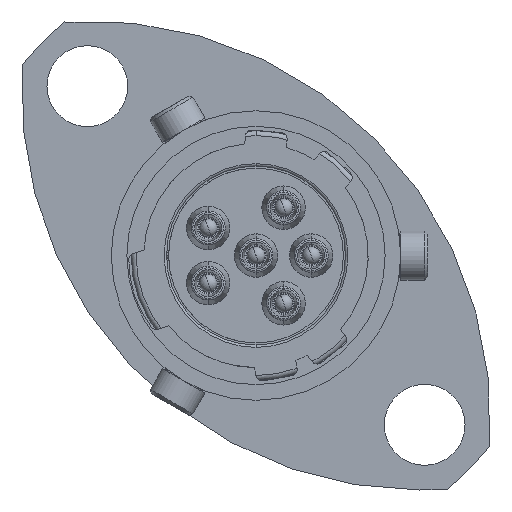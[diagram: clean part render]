
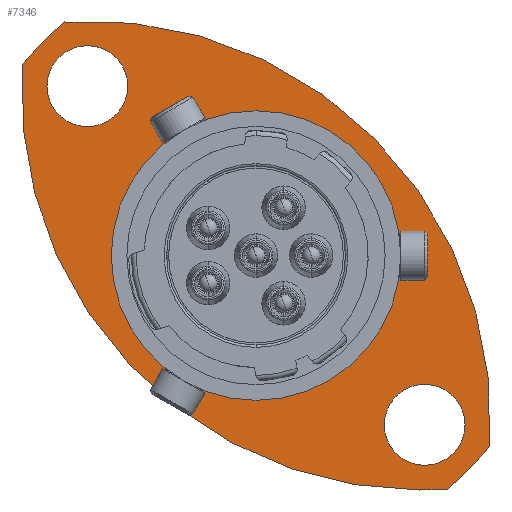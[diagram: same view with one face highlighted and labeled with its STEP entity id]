
A CAD part, left-side view. The second image highlights one B-rep face of the part: STEP entity #7346.
In plain terms, the highlighted planar face has unit normal (-1, 0, 0).
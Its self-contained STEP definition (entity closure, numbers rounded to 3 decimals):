
#254 = VERTEX_POINT ( 'NONE', #28051 ) ;
#580 = EDGE_CURVE ( 'NONE', #19844, #1413, #20686, .T. ) ;
#1413 = VERTEX_POINT ( 'NONE', #24079 ) ;
#1920 = DIRECTION ( 'NONE',  ( 1., 0., 0. ) ) ;
#2300 = CARTESIAN_POINT ( 'NONE',  ( 11.26, 0., 5.995 ) ) ;
#2398 = EDGE_CURVE ( 'NONE', #3096, #1413, #28811, .T. ) ;
#2844 = PLANE ( 'NONE',  #27610 ) ;
#3096 = VERTEX_POINT ( 'NONE', #6922 ) ;
#3171 = ORIENTED_EDGE ( 'NONE', *, *, #16989, .F. ) ;
#3375 = CIRCLE ( 'NONE', #14018, 16.5 ) ;
#3878 = ORIENTED_EDGE ( 'NONE', *, *, #18000, .F. ) ;
#4219 = CIRCLE ( 'NONE', #29012, 5.995 ) ;
#4905 = DIRECTION ( 'NONE',  ( 0., 0., 1. ) ) ;
#5095 = AXIS2_PLACEMENT_3D ( 'NONE', #17906, #19942, #17801 ) ;
#5128 = AXIS2_PLACEMENT_3D ( 'NONE', #10922, #15738, #24839 ) ;
#5451 = CARTESIAN_POINT ( 'NONE',  ( 11.26, -6.985, -5.341 ) ) ;
#5998 = FACE_BOUND ( 'NONE', #14528, .T. ) ;
#6796 = CARTESIAN_POINT ( 'NONE',  ( 11.26, 0., 0. ) ) ;
#6832 = EDGE_LOOP ( 'NONE', ( #23794, #3171 ) ) ;
#6922 = CARTESIAN_POINT ( 'NONE',  ( 11.26, -9.673, -7.917 ) ) ;
#7346 = ADVANCED_FACE ( 'NONE', ( #5998, #9651, #15420, #26654 ), #2844, .T. ) ;
#7471 = CARTESIAN_POINT ( 'NONE',  ( 11.26, -6.985, -8.691 ) ) ;
#8337 = DIRECTION ( 'NONE',  ( -1., 0., 0. ) ) ;
#9455 = VERTEX_POINT ( 'NONE', #5451 ) ;
#9651 = FACE_BOUND ( 'NONE', #6832, .T. ) ;
#9967 = CARTESIAN_POINT ( 'NONE',  ( 11.26, 0., 0. ) ) ;
#10076 = CARTESIAN_POINT ( 'NONE',  ( 11.26, 0., -5.995 ) ) ;
#10098 = VERTEX_POINT ( 'NONE', #24506 ) ;
#10211 = CARTESIAN_POINT ( 'NONE',  ( 11.26, 0., 0. ) ) ;
#10692 = AXIS2_PLACEMENT_3D ( 'NONE', #6796, #22969, #18827 ) ;
#10841 = CARTESIAN_POINT ( 'NONE',  ( 11.26, -6.788, -9.712 ) ) ;
#10922 = CARTESIAN_POINT ( 'NONE',  ( 11.26, 6.788, -6.788 ) ) ;
#11015 = AXIS2_PLACEMENT_3D ( 'NONE', #20551, #15969, #18304 ) ;
#11033 = DIRECTION ( 'NONE',  ( 0., 0., 1. ) ) ;
#11317 = ORIENTED_EDGE ( 'NONE', *, *, #25006, .F. ) ;
#11536 = CARTESIAN_POINT ( 'NONE',  ( 11.26, 6.985, 7.016 ) ) ;
#11986 = DIRECTION ( 'NONE',  ( 1., 0., 0. ) ) ;
#12612 = EDGE_CURVE ( 'NONE', #22282, #27758, #14695, .T. ) ;
#12792 = CARTESIAN_POINT ( 'NONE',  ( 11.26, 6.985, 7.016 ) ) ;
#13160 = ORIENTED_EDGE ( 'NONE', *, *, #580, .T. ) ;
#13332 = ORIENTED_EDGE ( 'NONE', *, *, #19832, .F. ) ;
#13407 = CARTESIAN_POINT ( 'NONE',  ( 11.26, -6.788, 6.788 ) ) ;
#13569 = ORIENTED_EDGE ( 'NONE', *, *, #16491, .T. ) ;
#13832 = CIRCLE ( 'NONE', #5128, 16.5 ) ;
#13999 = AXIS2_PLACEMENT_3D ( 'NONE', #9967, #11986, #23573 ) ;
#14018 = AXIS2_PLACEMENT_3D ( 'NONE', #13407, #15452, #11033 ) ;
#14161 = VERTEX_POINT ( 'NONE', #2300 ) ;
#14361 = DIRECTION ( 'NONE',  ( 0., 0., 1. ) ) ;
#14528 = EDGE_LOOP ( 'NONE', ( #13332, #11317 ) ) ;
#14695 = CIRCLE ( 'NONE', #20239, 1.675 ) ;
#14824 = AXIS2_PLACEMENT_3D ( 'NONE', #12792, #8337, #28984 ) ;
#14905 = CARTESIAN_POINT ( 'NONE',  ( 11.26, 6.985, 5.341 ) ) ;
#15420 = FACE_BOUND ( 'NONE', #16458, .T. ) ;
#15452 = DIRECTION ( 'NONE',  ( -1., 0., 0. ) ) ;
#15512 = ORIENTED_EDGE ( 'NONE', *, *, #16536, .T. ) ;
#15705 = DIRECTION ( 'NONE',  ( -1., 0., 0. ) ) ;
#15738 = DIRECTION ( 'NONE',  ( -1., 0., 0. ) ) ;
#15969 = DIRECTION ( 'NONE',  ( -1., 0., 0. ) ) ;
#16012 = CIRCLE ( 'NONE', #13999, 5.995 ) ;
#16458 = EDGE_LOOP ( 'NONE', ( #27607, #18044 ) ) ;
#16491 = EDGE_CURVE ( 'NONE', #10098, #19844, #3375, .T. ) ;
#16536 = EDGE_CURVE ( 'NONE', #3096, #254, #13832, .T. ) ;
#16989 = EDGE_CURVE ( 'NONE', #27758, #22282, #27191, .T. ) ;
#17366 = DIRECTION ( 'NONE',  ( 1., 0., 0. ) ) ;
#17801 = DIRECTION ( 'NONE',  ( 0., 0., 1. ) ) ;
#17906 = CARTESIAN_POINT ( 'NONE',  ( 11.26, -6.985, -7.016 ) ) ;
#18000 = EDGE_CURVE ( 'NONE', #10098, #254, #24843, .T. ) ;
#18044 = ORIENTED_EDGE ( 'NONE', *, *, #28474, .T. ) ;
#18230 = VERTEX_POINT ( 'NONE', #10076 ) ;
#18304 = DIRECTION ( 'NONE',  ( 0., 0., 1. ) ) ;
#18827 = DIRECTION ( 'NONE',  ( 0., 0., -1. ) ) ;
#19646 = CIRCLE ( 'NONE', #5095, 1.675 ) ;
#19832 = EDGE_CURVE ( 'NONE', #24082, #9455, #19646, .T. ) ;
#19844 = VERTEX_POINT ( 'NONE', #10841 ) ;
#19942 = DIRECTION ( 'NONE',  ( -1., 0., 0. ) ) ;
#20012 = ORIENTED_EDGE ( 'NONE', *, *, #2398, .F. ) ;
#20239 = AXIS2_PLACEMENT_3D ( 'NONE', #11536, #23395, #4905 ) ;
#20551 = CARTESIAN_POINT ( 'NONE',  ( 11.26, -6.788, 6.788 ) ) ;
#20554 = CARTESIAN_POINT ( 'NONE',  ( 11.26, 0., 0. ) ) ;
#20686 = CIRCLE ( 'NONE', #11015, 16.5 ) ;
#20872 = DIRECTION ( 'NONE',  ( -1., 0., 0. ) ) ;
#22282 = VERTEX_POINT ( 'NONE', #14905 ) ;
#22673 = DIRECTION ( 'NONE',  ( 0., 0., 1. ) ) ;
#22969 = DIRECTION ( 'NONE',  ( 1., 0., 0. ) ) ;
#23087 = EDGE_LOOP ( 'NONE', ( #20012, #15512, #3878, #13569, #13160 ) ) ;
#23395 = DIRECTION ( 'NONE',  ( -1., 0., 0. ) ) ;
#23560 = AXIS2_PLACEMENT_3D ( 'NONE', #29678, #15705, #22673 ) ;
#23573 = DIRECTION ( 'NONE',  ( 0., 0., -1. ) ) ;
#23794 = ORIENTED_EDGE ( 'NONE', *, *, #12612, .F. ) ;
#24039 = DIRECTION ( 'NONE',  ( 0., 0., -1. ) ) ;
#24079 = CARTESIAN_POINT ( 'NONE',  ( 11.26, -7.917, -9.673 ) ) ;
#24082 = VERTEX_POINT ( 'NONE', #7471 ) ;
#24506 = CARTESIAN_POINT ( 'NONE',  ( 11.26, 9.673, 7.917 ) ) ;
#24839 = DIRECTION ( 'NONE',  ( 0., 0., 1. ) ) ;
#24843 = CIRCLE ( 'NONE', #29665, 12.5 ) ;
#25006 = EDGE_CURVE ( 'NONE', #9455, #24082, #28164, .T. ) ;
#25070 = DIRECTION ( 'NONE',  ( 0., 0., -1. ) ) ;
#25104 = CARTESIAN_POINT ( 'NONE',  ( 11.26, 6.985, 8.691 ) ) ;
#25804 = CARTESIAN_POINT ( 'NONE',  ( 11.26, 5.995, 0. ) ) ;
#26654 = FACE_OUTER_BOUND ( 'NONE', #23087, .T. ) ;
#27191 = CIRCLE ( 'NONE', #14824, 1.675 ) ;
#27607 = ORIENTED_EDGE ( 'NONE', *, *, #29804, .T. ) ;
#27610 = AXIS2_PLACEMENT_3D ( 'NONE', #25804, #20872, #14361 ) ;
#27758 = VERTEX_POINT ( 'NONE', #25104 ) ;
#28051 = CARTESIAN_POINT ( 'NONE',  ( 11.26, 7.917, 9.673 ) ) ;
#28164 = CIRCLE ( 'NONE', #23560, 1.675 ) ;
#28474 = EDGE_CURVE ( 'NONE', #14161, #18230, #16012, .T. ) ;
#28811 = CIRCLE ( 'NONE', #10692, 12.5 ) ;
#28984 = DIRECTION ( 'NONE',  ( 0., 0., 1. ) ) ;
#29012 = AXIS2_PLACEMENT_3D ( 'NONE', #20554, #1920, #25070 ) ;
#29665 = AXIS2_PLACEMENT_3D ( 'NONE', #10211, #17366, #24039 ) ;
#29678 = CARTESIAN_POINT ( 'NONE',  ( 11.26, -6.985, -7.016 ) ) ;
#29804 = EDGE_CURVE ( 'NONE', #18230, #14161, #4219, .T. ) ;
